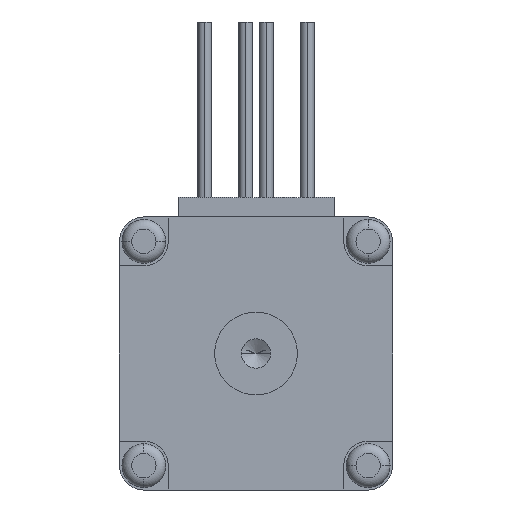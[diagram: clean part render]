
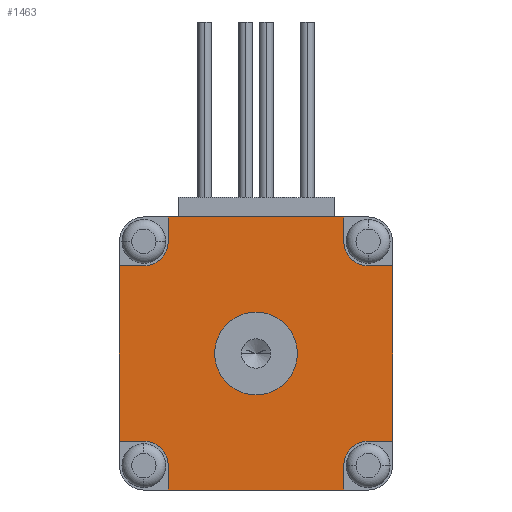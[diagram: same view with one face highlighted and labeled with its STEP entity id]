
A CAD part, front view. The second image highlights one B-rep face of the part: STEP entity #1463.
In plain terms, the highlighted planar face has unit normal (0, -1, 0).
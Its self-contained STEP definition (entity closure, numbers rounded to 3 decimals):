
#1=DIRECTION('',(0.,0.,1.));
#2=VECTOR('',#1,2.5);
#3=CARTESIAN_POINT('',(-9.,0.,-14.));
#4=LINE('',#3,#2);
#5=CARTESIAN_POINT('',(-11.5,0.,-11.5));
#6=DIRECTION('',(0.,-1.,0.));
#7=DIRECTION('',(1.,0.,0.));
#8=AXIS2_PLACEMENT_3D('',#5,#6,#7);
#10=DIRECTION('',(1.,0.,0.));
#11=VECTOR('',#10,2.5);
#12=CARTESIAN_POINT('',(-14.,0.,-9.));
#13=LINE('',#12,#11);
#14=DIRECTION('',(0.,0.,1.));
#15=VECTOR('',#14,18.);
#16=CARTESIAN_POINT('',(-14.,0.,-9.));
#17=LINE('',#16,#15);
#18=DIRECTION('',(1.,0.,0.));
#19=VECTOR('',#18,2.5);
#20=CARTESIAN_POINT('',(-14.,0.,9.));
#21=LINE('',#20,#19);
#22=CARTESIAN_POINT('',(-11.5,0.,11.5));
#23=DIRECTION('',(0.,-1.,0.));
#24=DIRECTION('',(0.,0.,-1.));
#25=AXIS2_PLACEMENT_3D('',#22,#23,#24);
#27=DIRECTION('',(0.,0.,-1.));
#28=VECTOR('',#27,2.5);
#29=CARTESIAN_POINT('',(-9.,0.,14.));
#30=LINE('',#29,#28);
#31=DIRECTION('',(1.,0.,0.));
#32=VECTOR('',#31,18.);
#33=CARTESIAN_POINT('',(-9.,0.,14.));
#34=LINE('',#33,#32);
#35=DIRECTION('',(0.,0.,-1.));
#36=VECTOR('',#35,2.5);
#37=CARTESIAN_POINT('',(9.,0.,14.));
#38=LINE('',#37,#36);
#39=CARTESIAN_POINT('',(11.5,0.,11.5));
#40=DIRECTION('',(0.,-1.,0.));
#41=DIRECTION('',(-1.,0.,0.));
#42=AXIS2_PLACEMENT_3D('',#39,#40,#41);
#44=DIRECTION('',(-1.,0.,0.));
#45=VECTOR('',#44,2.5);
#46=CARTESIAN_POINT('',(14.,0.,9.));
#47=LINE('',#46,#45);
#48=DIRECTION('',(0.,0.,-1.));
#49=VECTOR('',#48,18.);
#50=CARTESIAN_POINT('',(14.,0.,9.));
#51=LINE('',#50,#49);
#52=DIRECTION('',(-1.,0.,0.));
#53=VECTOR('',#52,2.5);
#54=CARTESIAN_POINT('',(14.,0.,-9.));
#55=LINE('',#54,#53);
#56=CARTESIAN_POINT('',(11.5,0.,-11.5));
#57=DIRECTION('',(0.,-1.,0.));
#58=DIRECTION('',(0.,0.,1.));
#59=AXIS2_PLACEMENT_3D('',#56,#57,#58);
#61=DIRECTION('',(0.,0.,1.));
#62=VECTOR('',#61,2.5);
#63=CARTESIAN_POINT('',(9.,0.,-14.));
#64=LINE('',#63,#62);
#65=DIRECTION('',(-1.,0.,0.));
#66=VECTOR('',#65,18.);
#67=CARTESIAN_POINT('',(9.,0.,-14.));
#68=LINE('',#67,#66);
#69=CARTESIAN_POINT('',(0.,0.,0.));
#70=DIRECTION('',(0.,-1.,0.));
#71=DIRECTION('',(-1.,0.,0.));
#72=AXIS2_PLACEMENT_3D('',#69,#70,#71);
#74=CARTESIAN_POINT('',(0.,0.,0.));
#75=DIRECTION('',(0.,-1.,0.));
#76=DIRECTION('',(1.,0.,0.));
#77=AXIS2_PLACEMENT_3D('',#74,#75,#76);
#1128=CARTESIAN_POINT('',(-9.,0.,-14.));
#1129=CARTESIAN_POINT('',(-9.,0.,-11.5));
#1130=VERTEX_POINT('',#1128);
#1131=VERTEX_POINT('',#1129);
#1132=CARTESIAN_POINT('',(-11.5,0.,-9.));
#1133=VERTEX_POINT('',#1132);
#1134=CARTESIAN_POINT('',(-14.,0.,-9.));
#1135=VERTEX_POINT('',#1134);
#1136=CARTESIAN_POINT('',(14.,0.,-9.));
#1137=CARTESIAN_POINT('',(11.5,0.,-9.));
#1138=VERTEX_POINT('',#1136);
#1139=VERTEX_POINT('',#1137);
#1140=CARTESIAN_POINT('',(9.,0.,-11.5));
#1141=VERTEX_POINT('',#1140);
#1142=CARTESIAN_POINT('',(9.,0.,-14.));
#1143=VERTEX_POINT('',#1142);
#1144=CARTESIAN_POINT('',(-14.,0.,9.));
#1145=CARTESIAN_POINT('',(-11.5,0.,9.));
#1146=VERTEX_POINT('',#1144);
#1147=VERTEX_POINT('',#1145);
#1148=CARTESIAN_POINT('',(-9.,0.,11.5));
#1149=VERTEX_POINT('',#1148);
#1150=CARTESIAN_POINT('',(-9.,0.,14.));
#1151=VERTEX_POINT('',#1150);
#1152=CARTESIAN_POINT('',(9.,0.,14.));
#1153=CARTESIAN_POINT('',(9.,0.,11.5));
#1154=VERTEX_POINT('',#1152);
#1155=VERTEX_POINT('',#1153);
#1156=CARTESIAN_POINT('',(11.5,0.,9.));
#1157=VERTEX_POINT('',#1156);
#1158=CARTESIAN_POINT('',(14.,0.,9.));
#1159=VERTEX_POINT('',#1158);
#1396=CARTESIAN_POINT('',(-4.25,0.,0.));
#1397=CARTESIAN_POINT('',(4.25,0.,0.));
#1398=VERTEX_POINT('',#1396);
#1399=VERTEX_POINT('',#1397);
#1418=CARTESIAN_POINT('',(0.,0.,0.));
#1419=DIRECTION('',(0.,1.,0.));
#1420=DIRECTION('',(1.,0.,0.));
#1421=AXIS2_PLACEMENT_3D('',#1418,#1419,#1420);
#1422=PLANE('',#1421);
#1424=ORIENTED_EDGE('',*,*,#1423,.T.);
#1426=ORIENTED_EDGE('',*,*,#1425,.T.);
#1428=ORIENTED_EDGE('',*,*,#1427,.F.);
#1430=ORIENTED_EDGE('',*,*,#1429,.T.);
#1432=ORIENTED_EDGE('',*,*,#1431,.T.);
#1434=ORIENTED_EDGE('',*,*,#1433,.T.);
#1436=ORIENTED_EDGE('',*,*,#1435,.F.);
#1438=ORIENTED_EDGE('',*,*,#1437,.T.);
#1440=ORIENTED_EDGE('',*,*,#1439,.T.);
#1442=ORIENTED_EDGE('',*,*,#1441,.T.);
#1444=ORIENTED_EDGE('',*,*,#1443,.F.);
#1446=ORIENTED_EDGE('',*,*,#1445,.T.);
#1448=ORIENTED_EDGE('',*,*,#1447,.T.);
#1450=ORIENTED_EDGE('',*,*,#1449,.T.);
#1452=ORIENTED_EDGE('',*,*,#1451,.F.);
#1454=ORIENTED_EDGE('',*,*,#1453,.T.);
#1455=EDGE_LOOP('',(#1424,#1426,#1428,#1430,#1432,#1434,#1436,#1438,#1440,#1442,
#1444,#1446,#1448,#1450,#1452,#1454));
#1456=FACE_OUTER_BOUND('',#1455,.F.);
#1458=ORIENTED_EDGE('',*,*,#1457,.T.);
#1460=ORIENTED_EDGE('',*,*,#1459,.T.);
#1461=EDGE_LOOP('',(#1458,#1460));
#1462=FACE_BOUND('',#1461,.F.);
#1463=ADVANCED_FACE('',(#1456,#1462),#1422,.F.);
#9=CIRCLE('',#8,2.5);
#26=CIRCLE('',#25,2.5);
#43=CIRCLE('',#42,2.5);
#60=CIRCLE('',#59,2.5);
#73=CIRCLE('',#72,4.25);
#78=CIRCLE('',#77,4.25);
#1423=EDGE_CURVE('',#1130,#1131,#4,.T.);
#1425=EDGE_CURVE('',#1131,#1133,#9,.T.);
#1427=EDGE_CURVE('',#1135,#1133,#13,.T.);
#1429=EDGE_CURVE('',#1135,#1146,#17,.T.);
#1431=EDGE_CURVE('',#1146,#1147,#21,.T.);
#1433=EDGE_CURVE('',#1147,#1149,#26,.T.);
#1435=EDGE_CURVE('',#1151,#1149,#30,.T.);
#1437=EDGE_CURVE('',#1151,#1154,#34,.T.);
#1439=EDGE_CURVE('',#1154,#1155,#38,.T.);
#1441=EDGE_CURVE('',#1155,#1157,#43,.T.);
#1443=EDGE_CURVE('',#1159,#1157,#47,.T.);
#1445=EDGE_CURVE('',#1159,#1138,#51,.T.);
#1447=EDGE_CURVE('',#1138,#1139,#55,.T.);
#1449=EDGE_CURVE('',#1139,#1141,#60,.T.);
#1451=EDGE_CURVE('',#1143,#1141,#64,.T.);
#1453=EDGE_CURVE('',#1143,#1130,#68,.T.);
#1457=EDGE_CURVE('',#1398,#1399,#73,.T.);
#1459=EDGE_CURVE('',#1399,#1398,#78,.T.);
